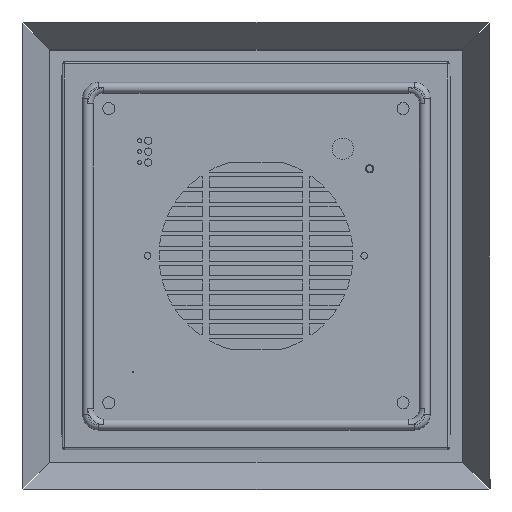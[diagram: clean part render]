
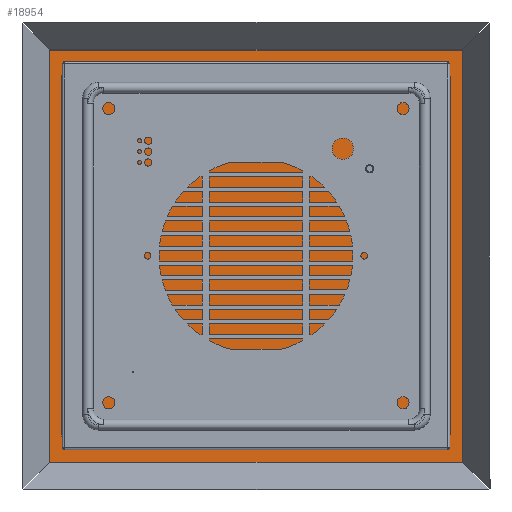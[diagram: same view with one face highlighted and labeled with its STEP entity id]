
A CAD part, top view. The second image highlights one B-rep face of the part: STEP entity #18954.
In plain terms, the highlighted planar face has unit normal (0, 0, 1).
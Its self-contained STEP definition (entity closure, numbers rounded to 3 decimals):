
#462=FACE_BOUND('',#7631,.T.);
#463=FACE_BOUND('',#7632,.T.);
#464=FACE_BOUND('',#7633,.T.);
#465=FACE_BOUND('',#7634,.T.);
#466=FACE_BOUND('',#7635,.T.);
#2637=LINE('',#37930,#4724);
#2658=LINE('',#37980,#4745);
#2679=LINE('',#38030,#4766);
#2699=LINE('',#38077,#4786);
#4724=VECTOR('',#24542,10.);
#4745=VECTOR('',#24593,10.);
#4766=VECTOR('',#24644,10.);
#4786=VECTOR('',#24694,10.);
#5508=PLANE('',#20187);
#6422=FACE_OUTER_BOUND('',#7630,.T.);
#7630=EDGE_LOOP('',(#17099,#17100,#17101,#17102));
#7631=EDGE_LOOP('',(#17103));
#7632=EDGE_LOOP('',(#17104));
#7633=EDGE_LOOP('',(#17105));
#7634=EDGE_LOOP('',(#17106));
#7635=EDGE_LOOP('',(#17107));
#7913=CIRCLE('',#20091,3.);
#7922=CIRCLE('',#20116,2.75);
#7924=CIRCLE('',#20119,2.75);
#7926=CIRCLE('',#20122,2.75);
#7928=CIRCLE('',#20125,2.75);
#9456=VERTEX_POINT('',#33885);
#9491=VERTEX_POINT('',#37857);
#9493=VERTEX_POINT('',#37863);
#9495=VERTEX_POINT('',#37869);
#9497=VERTEX_POINT('',#37875);
#9510=VERTEX_POINT('',#37910);
#9511=VERTEX_POINT('',#37915);
#9525=VERTEX_POINT('',#37965);
#9539=VERTEX_POINT('',#38012);
#11906=EDGE_CURVE('',#9456,#9456,#7913,.T.);
#11962=EDGE_CURVE('',#9491,#9491,#7922,.T.);
#11965=EDGE_CURVE('',#9493,#9493,#7924,.T.);
#11968=EDGE_CURVE('',#9495,#9495,#7926,.T.);
#11971=EDGE_CURVE('',#9497,#9497,#7928,.T.);
#11997=EDGE_CURVE('',#9511,#9510,#2637,.T.);
#12022=EDGE_CURVE('',#9525,#9511,#2658,.T.);
#12047=EDGE_CURVE('',#9510,#9539,#2679,.T.);
#12071=EDGE_CURVE('',#9539,#9525,#2699,.T.);
#17099=ORIENTED_EDGE('',*,*,#11997,.T.);
#17100=ORIENTED_EDGE('',*,*,#12047,.T.);
#17101=ORIENTED_EDGE('',*,*,#12071,.T.);
#17102=ORIENTED_EDGE('',*,*,#12022,.T.);
#17103=ORIENTED_EDGE('',*,*,#11906,.T.);
#17104=ORIENTED_EDGE('',*,*,#11962,.T.);
#17105=ORIENTED_EDGE('',*,*,#11965,.T.);
#17106=ORIENTED_EDGE('',*,*,#11968,.T.);
#17107=ORIENTED_EDGE('',*,*,#11971,.T.);
#18954=ADVANCED_FACE('',(#6422,#462,#463,#464,#465,#466),#5508,.T.);
#20091=AXIS2_PLACEMENT_3D('',#33887,#24407,#24408);
#20116=AXIS2_PLACEMENT_3D('',#37859,#24468,#24469);
#20119=AXIS2_PLACEMENT_3D('',#37865,#24475,#24476);
#20122=AXIS2_PLACEMENT_3D('',#37871,#24482,#24483);
#20125=AXIS2_PLACEMENT_3D('',#37877,#24489,#24490);
#20187=AXIS2_PLACEMENT_3D('',#38079,#24697,#24698);
#24407=DIRECTION('center_axis',(0.,0.,
-1.));
#24408=DIRECTION('ref_axis',(-1.,0.,0.));
#24468=DIRECTION('center_axis',(0.,0.,
-1.));
#24469=DIRECTION('ref_axis',(1.,0.,0.));
#24475=DIRECTION('center_axis',(0.,0.,
-1.));
#24476=DIRECTION('ref_axis',(1.,0.,0.));
#24482=DIRECTION('center_axis',(0.,0.,
-1.));
#24483=DIRECTION('ref_axis',(1.,0.,0.));
#24489=DIRECTION('center_axis',(0.,0.,
-1.));
#24490=DIRECTION('ref_axis',(1.,0.,0.));
#24542=DIRECTION('',(1.,0.,0.));
#24593=DIRECTION('',(0.,-1.,0.));
#24644=DIRECTION('',(0.,1.,0.));
#24694=DIRECTION('',(-1.,0.,0.));
#24697=DIRECTION('center_axis',(0.,0.,
1.));
#24698=DIRECTION('ref_axis',(1.,0.,0.));
#33885=CARTESIAN_POINT('',(-116.538,-92.962,-52.09));
#33887=CARTESIAN_POINT('Origin',(-119.538,-92.962,-52.09));
#37857=CARTESIAN_POINT('',(79.712,-138.162,-52.09));
#37859=CARTESIAN_POINT('Origin',(82.462,-138.162,-52.09));
#37863=CARTESIAN_POINT('',(79.712,125.238,-52.09));
#37865=CARTESIAN_POINT('Origin',(82.462,125.238,-52.09));
#37869=CARTESIAN_POINT('',(-140.288,125.238,-52.09));
#37871=CARTESIAN_POINT('Origin',(-137.538,125.238,-52.09));
#37875=CARTESIAN_POINT('',(-140.288,-138.162,-52.09));
#37877=CARTESIAN_POINT('Origin',(-137.538,-138.162,-52.09));
#37910=CARTESIAN_POINT('',(126.538,-160.538,-52.09));
#37915=CARTESIAN_POINT('',(-181.614,-160.538,-52.09));
#37930=CARTESIAN_POINT('',(49.5,-160.538,-52.09));
#37965=CARTESIAN_POINT('',(-181.614,147.615,-52.09));
#37980=CARTESIAN_POINT('',(-181.614,-83.5,-52.09));
#38012=CARTESIAN_POINT('',(126.538,147.615,-52.09));
#38030=CARTESIAN_POINT('',(126.538,70.576,-52.09));
#38077=CARTESIAN_POINT('',(-104.576,147.615,-52.09));
#38079=CARTESIAN_POINT('Origin',(-27.538,-6.462,-52.09));
